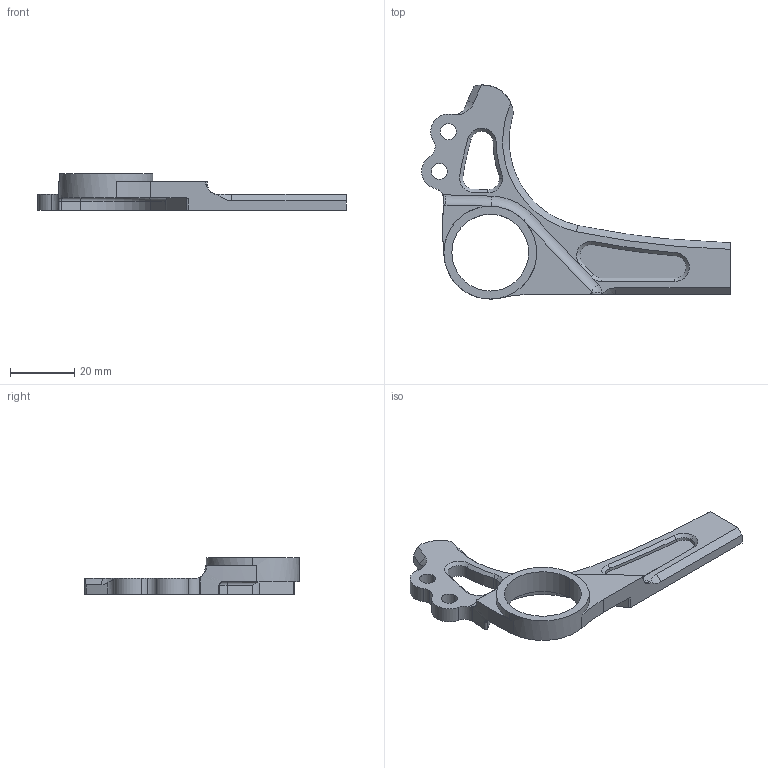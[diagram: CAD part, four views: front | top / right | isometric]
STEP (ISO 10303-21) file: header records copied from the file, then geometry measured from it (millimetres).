
FILE_DESCRIPTION (( 'STEP AP214' ), '1' );
FILE_NAME ('DR0104R.STEP', '2024-10-30T19:01:15', ( '' ), ( '' ), 'SwSTEP 2.0', 'SolidWorks 2023', '' );
FILE_SCHEMA (( 'AUTOMOTIVE_DESIGN' ));
Length unit declared in the file: millimetre
Products named in the file (1): DR0104R
Bounding box: 96.42 x 66.91 x 11.5 mm (x, y, z)
Volume: 10833.6 mm3; surface area: 7300.5 mm2
Topology: 1 solids, 1 shells, 86 faces, 225 edges, 141 vertices
Faces by surface type: cylinder 43, plane 21, cone 13, torus 6, bspline 3
Entity records: 2868 total; most frequent: CARTESIAN_POINT 667, DIRECTION 482, ORIENTED_EDGE 450, EDGE_CURVE 225, AXIS2_PLACEMENT_3D 190, VERTEX_POINT 141, CIRCLE 106, LINE 102
